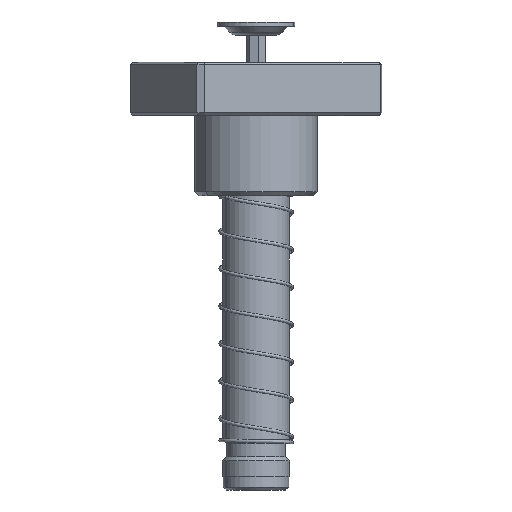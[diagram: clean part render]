
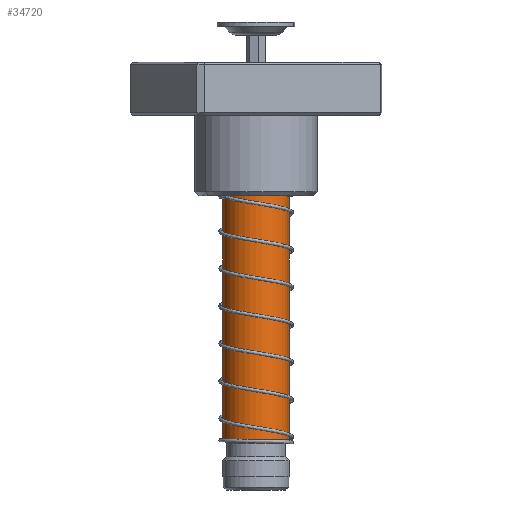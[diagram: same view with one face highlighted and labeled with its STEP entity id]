
A CAD part, front view. The second image highlights one B-rep face of the part: STEP entity #34720.
In plain terms, the highlighted cylindrical face has radius 12.5 mm (diameter 25 mm), a partial arc.
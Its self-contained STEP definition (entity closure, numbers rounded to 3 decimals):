
#270 = EDGE_CURVE ( 'NONE', #14409, #20876, #20679, .T. ) ;
#2641 = CYLINDRICAL_SURFACE ( 'NONE', #22964, 12.5 ) ;
#2700 = EDGE_CURVE ( 'NONE', #21731, #13321, #13567, .T. ) ;
#5469 = ORIENTED_EDGE ( 'NONE', *, *, #38482, .T. ) ;
#6253 = ORIENTED_EDGE ( 'NONE', *, *, #2700, .T. ) ;
#8318 = CARTESIAN_POINT ( 'NONE',  ( -12.5, 0., 19. ) ) ;
#8597 = VECTOR ( 'NONE', #30204, 1000. ) ;
#9225 = ORIENTED_EDGE ( 'NONE', *, *, #16545, .F. ) ;
#12332 = DIRECTION ( 'NONE',  ( 0., 0., -1. ) ) ;
#13321 = VERTEX_POINT ( 'NONE', #27713 ) ;
#13567 = CIRCLE ( 'NONE', #29791, 12.5 ) ;
#14409 = VERTEX_POINT ( 'NONE', #25512 ) ;
#16134 = CARTESIAN_POINT ( 'NONE',  ( 0., 0., 19. ) ) ;
#16545 = EDGE_CURVE ( 'NONE', #21731, #14409, #43154, .T. ) ;
#20679 = CIRCLE ( 'NONE', #45486, 12.5 ) ;
#20876 = VERTEX_POINT ( 'NONE', #8318 ) ;
#21731 = VERTEX_POINT ( 'NONE', #29003 ) ;
#22964 = AXIS2_PLACEMENT_3D ( 'NONE', #39108, #42744, #28838 ) ;
#23364 = DIRECTION ( 'NONE',  ( 0., 0., -1. ) ) ;
#25481 = VECTOR ( 'NONE', #36464, 1000. ) ;
#25512 = CARTESIAN_POINT ( 'NONE',  ( 12.5, 0., 19. ) ) ;
#27147 = DIRECTION ( 'NONE',  ( 1., 0., 0. ) ) ;
#27320 = EDGE_LOOP ( 'NONE', ( #9225, #6253, #5469, #27653 ) ) ;
#27653 = ORIENTED_EDGE ( 'NONE', *, *, #270, .F. ) ;
#27713 = CARTESIAN_POINT ( 'NONE',  ( -12.5, 0., 157.5 ) ) ;
#28838 = DIRECTION ( 'NONE',  ( -1., 0., 0. ) ) ;
#29003 = CARTESIAN_POINT ( 'NONE',  ( 12.5, 0., 157.5 ) ) ;
#29791 = AXIS2_PLACEMENT_3D ( 'NONE', #44985, #23364, #27147 ) ;
#30204 = DIRECTION ( 'NONE',  ( 0., 0., -1. ) ) ;
#30686 = DIRECTION ( 'NONE',  ( -1., 0., 0. ) ) ;
#32672 = FACE_OUTER_BOUND ( 'NONE', #27320, .T. ) ;
#34720 = ADVANCED_FACE ( 'NONE', ( #32672 ), #2641, .T. ) ;
#36464 = DIRECTION ( 'NONE',  ( 0., 0., -1. ) ) ;
#38482 = EDGE_CURVE ( 'NONE', #13321, #20876, #41304, .T. ) ;
#39108 = CARTESIAN_POINT ( 'NONE',  ( 0., 0., 160. ) ) ;
#41304 = LINE ( 'NONE', #43885, #25481 ) ;
#42744 = DIRECTION ( 'NONE',  ( 0., 0., -1. ) ) ;
#43154 = LINE ( 'NONE', #45345, #8597 ) ;
#43885 = CARTESIAN_POINT ( 'NONE',  ( -12.5, 0., 160. ) ) ;
#44985 = CARTESIAN_POINT ( 'NONE',  ( 0., 0., 157.5 ) ) ;
#45345 = CARTESIAN_POINT ( 'NONE',  ( 12.5, 0., 160. ) ) ;
#45486 = AXIS2_PLACEMENT_3D ( 'NONE', #16134, #12332, #30686 ) ;
